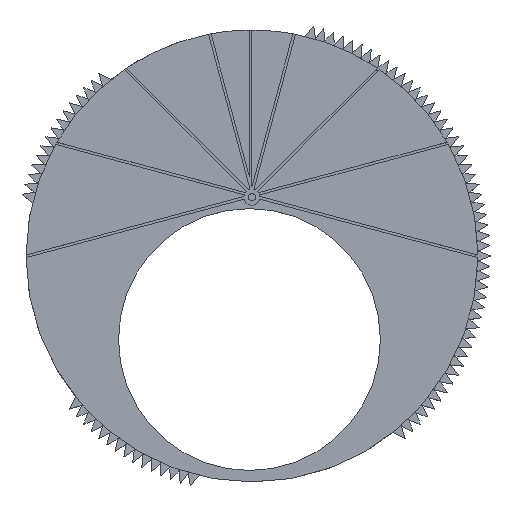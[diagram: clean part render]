
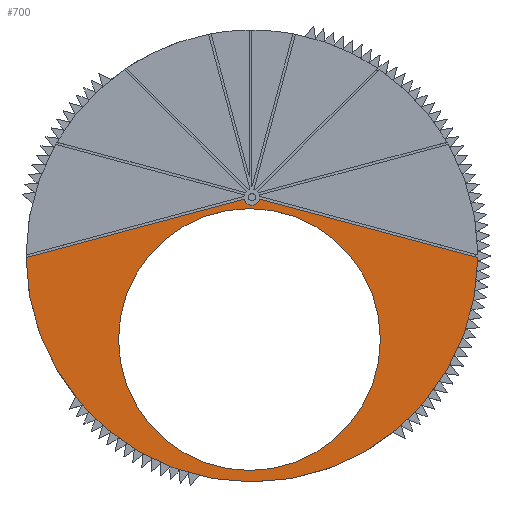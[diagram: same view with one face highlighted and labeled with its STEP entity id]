
A CAD part, top view. The second image highlights one B-rep face of the part: STEP entity #700.
In plain terms, the highlighted planar face has unit normal (0, 0, 1).
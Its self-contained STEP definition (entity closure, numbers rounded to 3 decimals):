
#407=CARTESIAN_POINT('',(74.09,12.429,78.25));
#408=VERTEX_POINT('',#407);
#415=CARTESIAN_POINT('',(-81.906,12.429,78.25));
#416=VERTEX_POINT('',#415);
#417=CARTESIAN_POINT('',(-3.908,12.96,78.25));
#418=DIRECTION('',(0.,0.,1.));
#419=DIRECTION('',(1.,0.,-0.));
#420=AXIS2_PLACEMENT_3D('',#417,#418,#419);
#421=CIRCLE('',#420,78.);
#422=EDGE_CURVE('',#416,#408,#421,.T.);
#649=CARTESIAN_POINT('',(-3.908,12.96,78.25));
#650=DIRECTION('',(0.,0.,1.));
#651=DIRECTION('',(1.,0.,0.));
#652=AXIS2_PLACEMENT_3D('',#649,#650,#651);
#653=PLANE('',#652);
#654=CARTESIAN_POINT('',(-1.196,32.602,78.25));
#655=VERTEX_POINT('',#654);
#656=CARTESIAN_POINT('',(-1.196,32.602,78.25));
#657=DIRECTION('',(0.966,-0.259,0.));
#658=VECTOR('',#657,77.942);
#659=LINE('',#656,#658);
#660=EDGE_CURVE('',#655,#408,#659,.T.);
#661=ORIENTED_EDGE('',*,*,#660,.F.);
#662=CARTESIAN_POINT('',(-6.62,32.602,78.25));
#663=VERTEX_POINT('',#662);
#664=CARTESIAN_POINT('',(-3.908,33.256,78.25));
#665=DIRECTION('',(0.,0.,1.));
#666=DIRECTION('',(1.,0.,-0.));
#667=AXIS2_PLACEMENT_3D('',#664,#665,#666);
#668=CIRCLE('',#667,2.79);
#669=EDGE_CURVE('',#663,#655,#668,.T.);
#670=ORIENTED_EDGE('',*,*,#669,.F.);
#671=CARTESIAN_POINT('',(-6.62,32.602,78.25));
#672=DIRECTION('',(-0.966,-0.259,0.));
#673=VECTOR('',#672,77.942);
#674=LINE('',#671,#673);
#675=EDGE_CURVE('',#663,#416,#674,.T.);
#676=ORIENTED_EDGE('',*,*,#675,.T.);
#677=ORIENTED_EDGE('',*,*,#422,.T.);
#678=EDGE_LOOP('',(#661,#670,#676,#677));
#679=FACE_BOUND('',#678,.T.);
#680=CARTESIAN_POINT('',(-49.975,-15.875,78.25));
#681=VERTEX_POINT('',#680);
#682=CARTESIAN_POINT('',(40.425,-15.875,78.25));
#683=VERTEX_POINT('',#682);
#684=CARTESIAN_POINT('',(-4.775,-15.875,78.25));
#685=DIRECTION('',(0.,0.,1.));
#686=DIRECTION('',(1.,0.,-0.));
#687=AXIS2_PLACEMENT_3D('',#684,#685,#686);
#688=CIRCLE('',#687,45.2);
#689=EDGE_CURVE('',#681,#683,#688,.T.);
#690=ORIENTED_EDGE('',*,*,#689,.F.);
#691=CARTESIAN_POINT('',(-4.775,-15.875,78.25));
#692=DIRECTION('',(0.,0.,1.));
#693=DIRECTION('',(1.,0.,-0.));
#694=AXIS2_PLACEMENT_3D('',#691,#692,#693);
#695=CIRCLE('',#694,45.2);
#696=EDGE_CURVE('',#683,#681,#695,.T.);
#697=ORIENTED_EDGE('',*,*,#696,.F.);
#698=EDGE_LOOP('',(#690,#697));
#699=FACE_BOUND('',#698,.T.);
#700=ADVANCED_FACE('',(#679,#699),#653,.T.);
